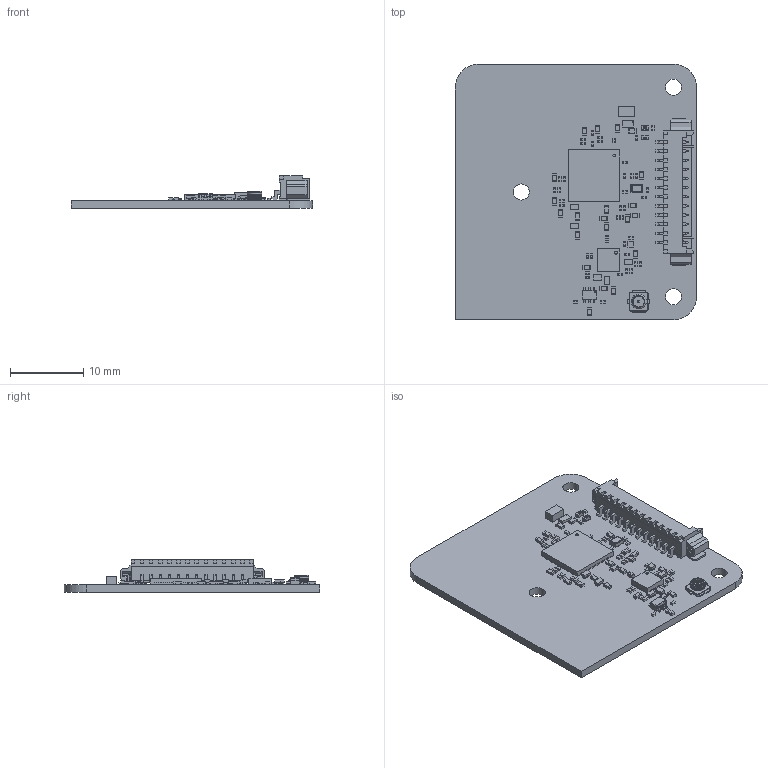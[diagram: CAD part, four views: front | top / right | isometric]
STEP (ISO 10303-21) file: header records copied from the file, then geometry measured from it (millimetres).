
FILE_DESCRIPTION(('Open CASCADE Model'),'2;1');
FILE_NAME('Open CASCADE Shape Model','2020-05-22T13:36:59',('Author'),( 'Open CASCADE'),'Open CASCADE STEP processor 6.8','Open CASCADE 6.8' ,'Unknown');
FILE_SCHEMA(('AUTOMOTIVE_DESIGN { 1 0 10303 214 1 1 1 1 }'));
Length unit declared in the file: millimetre
Products named in the file (129): PCB; Board; Open CASCADE STEP translator 6.8 3.1.1; C44; 5952575568; Extruded; 5952575168; 5952574928; C43; X1; Crystal_1612; U5; SC70-6; U4; 6045318688; Open_CASCADE_STEP_translator_6.8_11.1; Body; Open_CASCADE_STEP_translator_6.8_11.2.1; Thermal_Shape; Pin_Shape; Open_CASCADE_STEP_translator_6.8_11.4.1; U3; QFN48_7x7; U2; 6897649600; Open_CASCADE_STEP_translator_6.8_8.1; Open_CASCADE_STEP_translator_6.8_8.2.1; ball; U1; 6375092640; 7132819312; Sphere; R9; R8; R7; R6; 6272127424; 6272127184; R5; 5950820320 ...
Assembly tree (331 placements, depth 5):
  PCB
    Board
      Open CASCADE STEP translator 6.8 3.1.1
    C44
      5952575568
        Extruded
      5952575168
        Extruded
      5952574928
        Extruded
    C43
      5952575568
        Extruded
      5952575168
        Extruded
      5952574928
        Extruded
    X1
      Crystal_1612
    U5
      SC70-6
    U4
      6045318688
        Open_CASCADE_STEP_translator_6.8_11.1
        Body
          Open_CASCADE_STEP_translator_6.8_11.2.1
        Thermal_Shape
        Pin_Shape  x16
          Open_CASCADE_STEP_translator_6.8_11.4.1
    U3
      QFN48_7x7
    U2
      6897649600
        Open_CASCADE_STEP_translator_6.8_8.1
        Body
          Open_CASCADE_STEP_translator_6.8_8.2.1
        ball  x8
    U1
      6375092640
        Extruded
      7132819312  x4
        Sphere
    R9
      5952575568
        Extruded
      5952575168
        Extruded
      5952574928
        Extruded
    R8
      5952574928
        Extruded
      5952575568
        Extruded
      5952575168
        Extruded
    R7
      5952575568
        Extruded
      5952575168
Bounding box: 33 x 35 x 4.5 mm (x, y, z)
Volume: 1420.8 mm3; surface area: 3330.9 mm2
Topology: 244 solids, 246 shells, 3205 faces, 7677 edges, 5064 vertices
Faces by surface type: plane 2625, cylinder 275, bspline 228, sphere 43, torus 32, revolution 2
Full cylindrical faces by diameter (mm): 0.109 x1, 0.381 x1, 2.2 x3
Entity records: 62136 total; most frequent: CARTESIAN_POINT 15860, ORIENTED_EDGE 7880, DIRECTION 7611, EDGE_CURVE 3941, LINE 3335, VECTOR 3335, VERTEX_POINT 2566, AXIS2_PLACEMENT_3D 2137
